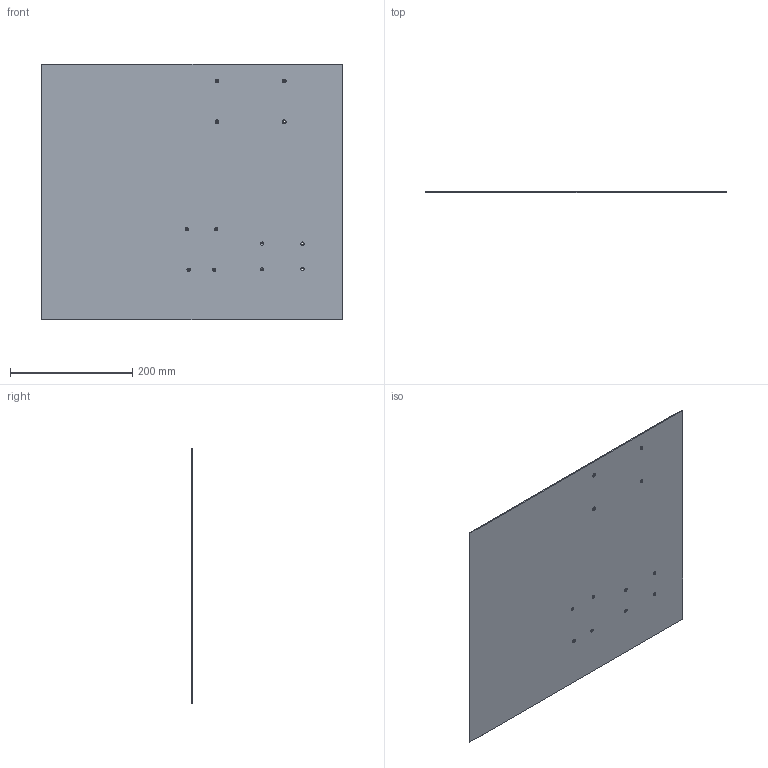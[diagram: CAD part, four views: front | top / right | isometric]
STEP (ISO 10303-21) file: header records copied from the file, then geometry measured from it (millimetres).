
FILE_DESCRIPTION(/* description */ (''),/* implementation_level */ '2;1');
FILE_NAME(/* name */ 'nmt_bottom.stp',/* time_stamp */ '2017-03-16T11:28:22-07:00',/* author */ ('Zara'),/* organization */ (''),/* preprocessor_version */ 'ST-DEVELOPER v16.5',/* originating_system */ 'Autodesk Inventor 2017',/* authorisation */ '');
FILE_SCHEMA (('AUTOMOTIVE_DESIGN { 1 0 10303 214 3 1 1 }'));
Length unit declared in the file: inch
Products named in the file (1): nmt_bottom
Bounding box: 492 x 1.78 x 417.83 mm (x, y, z)
Volume: 365210 mm3; surface area: 414342.3 mm2
Topology: 1 solids, 1 shells, 30 faces, 85 edges, 58 vertices
Faces by surface type: cone 12, cylinder 12, plane 6
Full cylindrical faces by diameter (mm): 2.9 x8, 3.404 x4
Entity records: 854 total; most frequent: DIRECTION 147, CARTESIAN_POINT 126, ORIENTED_EDGE 96, EDGE_LOOP 78, AXIS2_PLACEMENT_3D 67, FACE_BOUND 48, EDGE_CURVE 48, VERTEX_POINT 44
